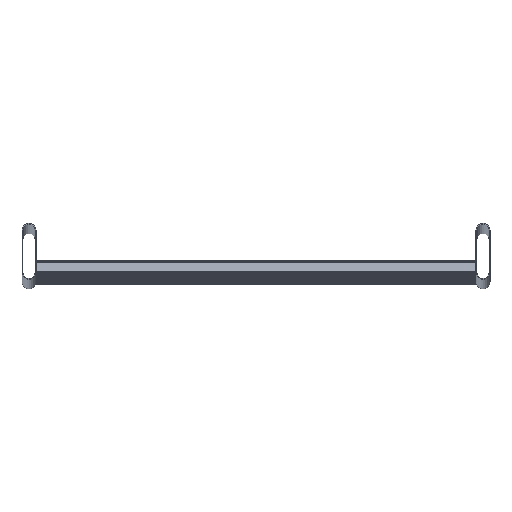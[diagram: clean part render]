
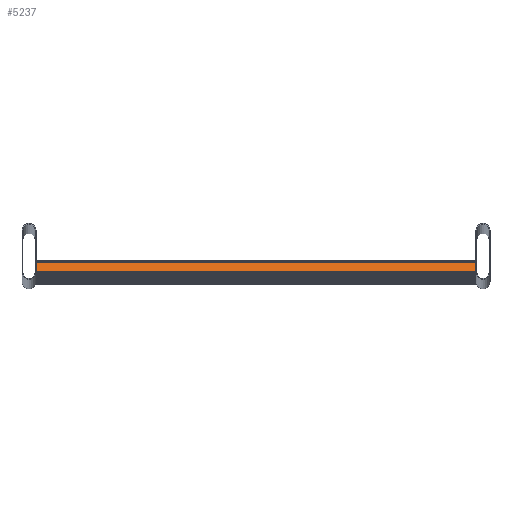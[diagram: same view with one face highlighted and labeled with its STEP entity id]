
A CAD part, top view. The second image highlights one B-rep face of the part: STEP entity #5237.
In plain terms, the highlighted planar face has unit normal (0, 0.314, 0.949).
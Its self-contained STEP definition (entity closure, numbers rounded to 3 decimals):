
#3248 = VERTEX_POINT ( 'NONE', #55347 ) ;
#5237 = ADVANCED_FACE ( 'NONE', ( #30455 ), #62405, .T. ) ;
#6477 = ORIENTED_EDGE ( 'NONE', *, *, #20251, .T. ) ;
#7728 = ORIENTED_EDGE ( 'NONE', *, *, #14273, .F. ) ;
#8483 = EDGE_CURVE ( 'NONE', #79890, #93674, #47903, .T. ) ;
#10375 = VECTOR ( 'NONE', #67091, 1000. ) ;
#13091 = DIRECTION ( 'NONE',  ( 0., 0.949, -0.314 ) ) ;
#14273 = EDGE_CURVE ( 'NONE', #3248, #79890, #34688, .T. ) ;
#17572 = DIRECTION ( 'NONE',  ( 0., -0.949, 0.314 ) ) ;
#20132 = EDGE_CURVE ( 'NONE', #3248, #69379, #59926, .T. ) ;
#20251 = EDGE_CURVE ( 'NONE', #69379, #93674, #70455, .T. ) ;
#25476 = ORIENTED_EDGE ( 'NONE', *, *, #8483, .F. ) ;
#27831 = VECTOR ( 'NONE', #79577, 1000. ) ;
#30455 = FACE_OUTER_BOUND ( 'NONE', #53480, .T. ) ;
#32956 = CARTESIAN_POINT ( 'NONE',  ( -235., -21.715, 2889.374 ) ) ;
#33743 = ORIENTED_EDGE ( 'NONE', *, *, #20132, .T. ) ;
#34688 = LINE ( 'NONE', #47464, #72262 ) ;
#36370 = CARTESIAN_POINT ( 'NONE',  ( -235., -11.715, 2886.067 ) ) ;
#47464 = CARTESIAN_POINT ( 'NONE',  ( 235., -21.715, 2889.374 ) ) ;
#47604 = CARTESIAN_POINT ( 'NONE',  ( 235., -11.715, 2886.067 ) ) ;
#47903 = LINE ( 'NONE', #72013, #27831 ) ;
#53480 = EDGE_LOOP ( 'NONE', ( #25476, #7728, #33743, #6477 ) ) ;
#55347 = CARTESIAN_POINT ( 'NONE',  ( 235., -21.715, 2889.374 ) ) ;
#59564 = CARTESIAN_POINT ( 'NONE',  ( 235., -11.715, 2886.067 ) ) ;
#59926 = LINE ( 'NONE', #72667, #97599 ) ;
#62405 = PLANE ( 'NONE',  #69593 ) ;
#62583 = DIRECTION ( 'NONE',  ( -1., 0., 0. ) ) ;
#62721 = DIRECTION ( 'NONE',  ( 0., 0.314, 0.949 ) ) ;
#67091 = DIRECTION ( 'NONE',  ( -1., 0., 0. ) ) ;
#69379 = VERTEX_POINT ( 'NONE', #80539 ) ;
#69593 = AXIS2_PLACEMENT_3D ( 'NONE', #47604, #62721, #17572 ) ;
#70455 = LINE ( 'NONE', #59564, #10375 ) ;
#72013 = CARTESIAN_POINT ( 'NONE',  ( -235., -11.715, 2886.067 ) ) ;
#72262 = VECTOR ( 'NONE', #62583, 1000. ) ;
#72667 = CARTESIAN_POINT ( 'NONE',  ( 235., -11.715, 2886.067 ) ) ;
#79577 = DIRECTION ( 'NONE',  ( 0., 0.949, -0.314 ) ) ;
#79890 = VERTEX_POINT ( 'NONE', #32956 ) ;
#80539 = CARTESIAN_POINT ( 'NONE',  ( 235., -11.715, 2886.067 ) ) ;
#93674 = VERTEX_POINT ( 'NONE', #36370 ) ;
#97599 = VECTOR ( 'NONE', #13091, 1000. ) ;
